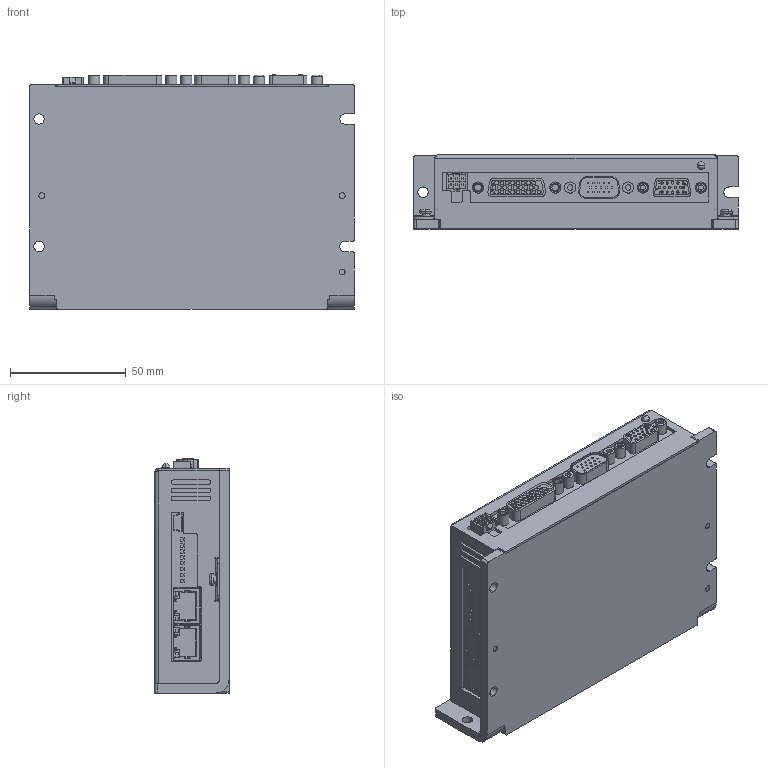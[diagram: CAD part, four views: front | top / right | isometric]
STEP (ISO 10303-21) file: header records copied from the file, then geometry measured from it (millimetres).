
FILE_DESCRIPTION (( 'STEP AP214' ), '1' );
FILE_NAME ('PHOX-06-080NS-AD.STEP', '2024-03-25T17:31:48', ( '' ), ( '' ), 'SwSTEP 2.0', 'SolidWorks 2021', '' );
FILE_SCHEMA (( 'AUTOMOTIVE_DESIGN' ));
Length unit declared in the file: inch
Products named in the file (1): PHOX-06-080NS-AD
Bounding box: 140 x 32.01 x 101.05 mm (x, y, z)
Volume: 385821.1 mm3; surface area: 47509.2 mm2
Topology: 4 solids, 6 shells, 3941 faces, 10564 edges, 7005 vertices
Faces by surface type: plane 2416, bspline 1078, cylinder 365, cone 82
Entity records: 166571 total; most frequent: CARTESIAN_POINT 74602, ORIENTED_EDGE 21120, DIRECTION 14913, EDGE_CURVE 10560, VECTOR 7437, LINE 7437, VERTEX_POINT 7005, EDGE_LOOP 4359
